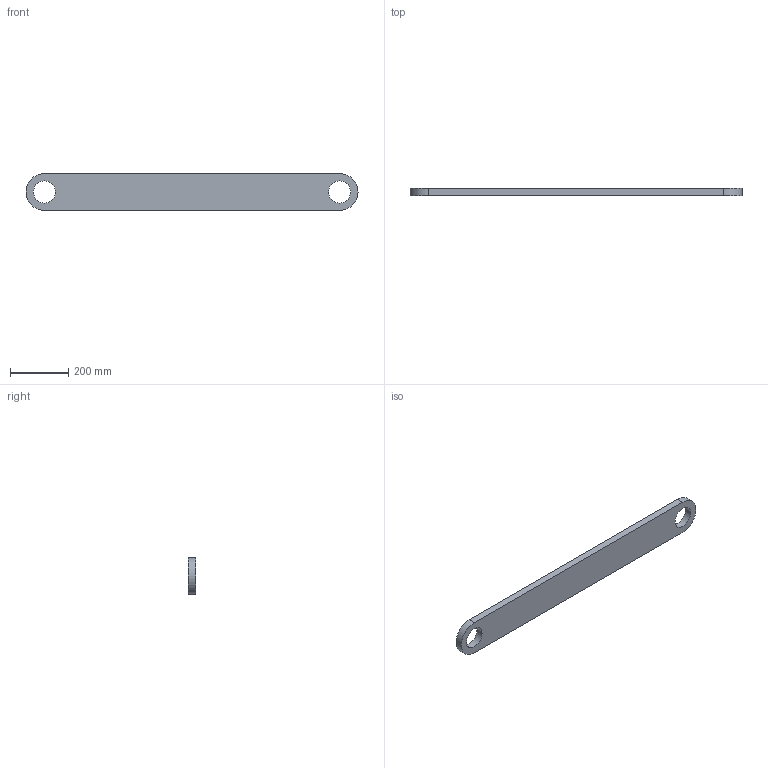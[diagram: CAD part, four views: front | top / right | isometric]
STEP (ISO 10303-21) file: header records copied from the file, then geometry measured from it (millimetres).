
FILE_DESCRIPTION((''),'2;1');
FILE_NAME('BAR2','2023-11-25T22:24:18',('hexia'),(''),'CREO PARAMETRIC BY PTC INC, 2023254','CREO PARAMETRIC BY PTC INC, 2023254','');
FILE_SCHEMA(('CONFIG_CONTROL_DESIGN'));
Length unit declared in the file: inch
Products named in the file (1): BAR2
Bounding box: 1143 x 25.4 x 127 mm (x, y, z)
Volume: 3367505.4 mm3; surface area: 339065.8 mm2
Topology: 1 solids, 1 shells, 10 faces, 24 edges, 16 vertices
Faces by surface type: cylinder 6, plane 4
Entity records: 348 total; most frequent: DIRECTION 56, CARTESIAN_POINT 50, ORIENTED_EDGE 48, EDGE_CURVE 24, AXIS2_PLACEMENT_3D 22, VERTEX_POINT 16, EDGE_LOOP 14, VECTOR 12
